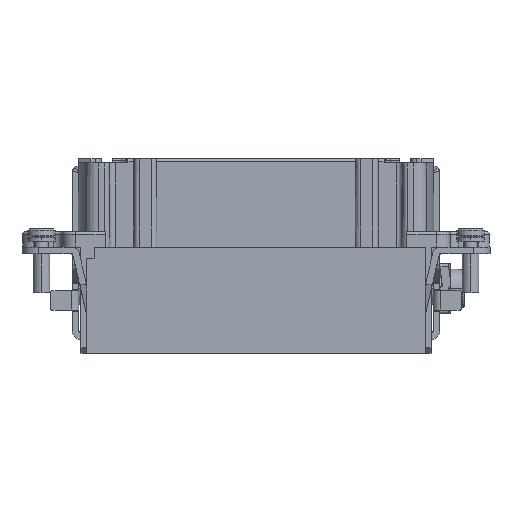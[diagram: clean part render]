
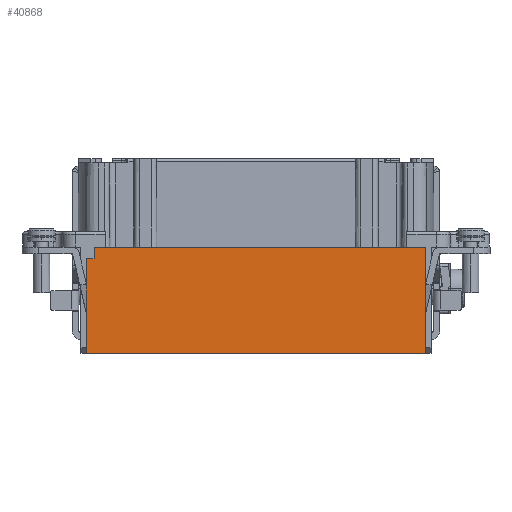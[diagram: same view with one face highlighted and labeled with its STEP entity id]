
A CAD part, left-side view. The second image highlights one B-rep face of the part: STEP entity #40868.
In plain terms, the highlighted planar face has unit normal (-1, 0, 0).
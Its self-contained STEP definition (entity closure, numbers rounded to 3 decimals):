
#927=DIRECTION('',(0.,-1.,0.));
#928=VECTOR('',#927,59.887);
#929=CARTESIAN_POINT('',(-16.95,29.237,-2.7));
#930=LINE('',#929,#928);
#3570=DIRECTION('',(0.,1.,0.));
#3571=VECTOR('',#3570,0.01);
#3572=CARTESIAN_POINT('',(-16.95,29.237,-4.7));
#3573=LINE('',#3572,#3571);
#3574=DIRECTION('',(0.,0.,1.));
#3575=VECTOR('',#3574,2.);
#3576=CARTESIAN_POINT('',(-16.95,29.237,-4.7));
#3577=LINE('',#3576,#3575);
#3578=DIRECTION('',(0.,-0.005,1.));
#3579=VECTOR('',#3578,0.1);
#3580=CARTESIAN_POINT('',(-16.95,29.248,-4.8));
#3581=LINE('',#3580,#3579);
#3586=DIRECTION('',(0.,0.,1.));
#3587=VECTOR('',#3586,19.2);
#3588=CARTESIAN_POINT('',(-16.95,-30.65,-21.9));
#3589=LINE('',#3588,#3587);
#7134=DIRECTION('',(0.,1.,0.));
#7135=VECTOR('',#7134,1.402);
#7136=CARTESIAN_POINT('',(-16.95,29.248,-4.8));
#7137=LINE('',#7136,#7135);
#7326=DIRECTION('',(0.,1.,0.));
#7327=VECTOR('',#7326,61.3);
#7328=CARTESIAN_POINT('',(-16.95,-30.65,-21.9));
#7329=LINE('',#7328,#7327);
#10042=DIRECTION('',(0.,0.,-1.));
#10043=VECTOR('',#10042,17.1);
#10044=CARTESIAN_POINT('',(-16.95,30.65,-4.8));
#10045=LINE('',#10044,#10043);
#33033=CARTESIAN_POINT('',(-16.95,-30.65,-21.9));
#33034=CARTESIAN_POINT('',(-16.95,30.65,-21.9));
#33035=VERTEX_POINT('',#33033);
#33036=VERTEX_POINT('',#33034);
#33095=CARTESIAN_POINT('',(-16.95,29.248,-4.8));
#33096=VERTEX_POINT('',#33095);
#33407=CARTESIAN_POINT('',(-16.95,29.247,-4.7));
#33408=VERTEX_POINT('',#33407);
#33413=CARTESIAN_POINT('',(-16.95,30.65,-4.8));
#33414=VERTEX_POINT('',#33413);
#33417=CARTESIAN_POINT('',(-16.95,29.237,-2.7));
#33418=CARTESIAN_POINT('',(-16.95,-30.65,-2.7));
#33419=VERTEX_POINT('',#33417);
#33420=VERTEX_POINT('',#33418);
#33430=CARTESIAN_POINT('',(-16.95,29.237,-4.7));
#33432=VERTEX_POINT('',#33430);
#40848=CARTESIAN_POINT('',(-16.95,27.3,-2.7));
#40849=DIRECTION('',(1.,0.,0.));
#40850=DIRECTION('',(0.,1.,0.));
#40851=AXIS2_PLACEMENT_3D('',#40848,#40849,#40850);
#40852=PLANE('',#40851);
#40853=ORIENTED_EDGE('',*,*,#40841,.F.);
#40854=ORIENTED_EDGE('',*,*,#40830,.T.);
#40855=ORIENTED_EDGE('',*,*,#39369,.T.);
#40857=ORIENTED_EDGE('',*,*,#40856,.F.);
#40859=ORIENTED_EDGE('',*,*,#40858,.T.);
#40861=ORIENTED_EDGE('',*,*,#40860,.F.);
#40863=ORIENTED_EDGE('',*,*,#40862,.F.);
#40865=ORIENTED_EDGE('',*,*,#40864,.T.);
#40866=EDGE_LOOP('',(#40853,#40854,#40855,#40857,#40859,#40861,#40863,#40865));
#40867=FACE_OUTER_BOUND('',#40866,.F.);
#40868=ADVANCED_FACE('',(#40867),#40852,.F.);
#39369=EDGE_CURVE('',#33419,#33420,#930,.T.);
#40830=EDGE_CURVE('',#33432,#33419,#3577,.T.);
#40841=EDGE_CURVE('',#33432,#33408,#3573,.T.);
#40856=EDGE_CURVE('',#33035,#33420,#3589,.T.);
#40858=EDGE_CURVE('',#33035,#33036,#7329,.T.);
#40860=EDGE_CURVE('',#33414,#33036,#10045,.T.);
#40862=EDGE_CURVE('',#33096,#33414,#7137,.T.);
#40864=EDGE_CURVE('',#33096,#33408,#3581,.T.);
